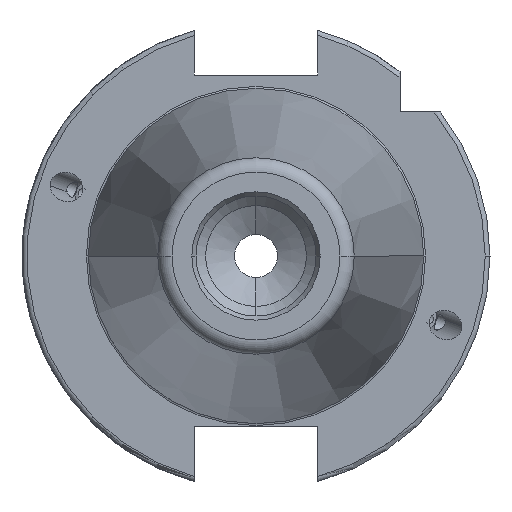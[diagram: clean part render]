
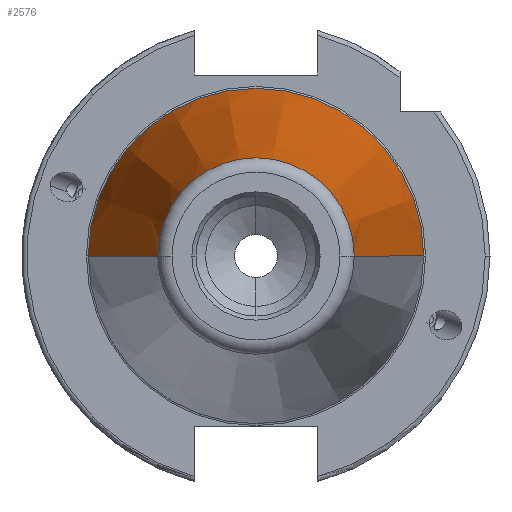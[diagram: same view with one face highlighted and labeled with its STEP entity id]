
A CAD part, left-side view. The second image highlights one B-rep face of the part: STEP entity #2576.
In plain terms, the highlighted conical face has half-angle 8.297 degrees and reference radius 34.925 mm.
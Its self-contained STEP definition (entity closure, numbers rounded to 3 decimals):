
#378 = AXIS2_PLACEMENT_3D ( 'NONE', #581, #3349, #988 ) ;
#436 = VERTEX_POINT ( 'NONE', #3289 ) ;
#581 = CARTESIAN_POINT ( 'NONE',  ( -102.383, 0., 0. ) ) ;
#610 = CARTESIAN_POINT ( 'NONE',  ( -3.2, 0., 0. ) ) ;
#809 = ORIENTED_EDGE ( 'NONE', *, *, #1960, .T. ) ;
#988 = DIRECTION ( 'NONE',  ( 0., -1., 0. ) ) ;
#1055 = CARTESIAN_POINT ( 'NONE',  ( -3.2, 34.925, 0. ) ) ;
#1202 = CIRCLE ( 'NONE', #2513, 34.925 ) ;
#1338 = FACE_OUTER_BOUND ( 'NONE', #3493, .T. ) ;
#1529 = ORIENTED_EDGE ( 'NONE', *, *, #4174, .F. ) ;
#1734 = CARTESIAN_POINT ( 'NONE',  ( -102.383, -20.461, 0. ) ) ;
#1758 = DIRECTION ( 'NONE',  ( 0.99, 0.144, 0. ) ) ;
#1884 = CONICAL_SURFACE ( 'NONE', #3282, 34.925, 0.145 ) ;
#1960 = EDGE_CURVE ( 'NONE', #3338, #2650, #1202, .T. ) ;
#2119 = CARTESIAN_POINT ( 'NONE',  ( -3.2, 34.925, 0. ) ) ;
#2148 = CARTESIAN_POINT ( 'NONE',  ( -3.2, -34.925, 0. ) ) ;
#2165 = EDGE_CURVE ( 'NONE', #436, #2650, #4139, .T. ) ;
#2208 = CARTESIAN_POINT ( 'NONE',  ( -3.2, 0., 0. ) ) ;
#2404 = CIRCLE ( 'NONE', #378, 20.461 ) ;
#2513 = AXIS2_PLACEMENT_3D ( 'NONE', #2208, #4937, #2601 ) ;
#2576 = ADVANCED_FACE ( 'NONE', ( #1338 ), #1884, .T. ) ;
#2585 = DIRECTION ( 'NONE',  ( 0., 1., 0. ) ) ;
#2601 = DIRECTION ( 'NONE',  ( 0., -1., 0. ) ) ;
#2650 = VERTEX_POINT ( 'NONE', #1055 ) ;
#3060 = EDGE_CURVE ( 'NONE', #4624, #3338, #3638, .T. ) ;
#3079 = ORIENTED_EDGE ( 'NONE', *, *, #3060, .T. ) ;
#3123 = VECTOR ( 'NONE', #1758, 1000. ) ;
#3282 = AXIS2_PLACEMENT_3D ( 'NONE', #610, #3357, #2585 ) ;
#3289 = CARTESIAN_POINT ( 'NONE',  ( -102.383, 20.461, 0. ) ) ;
#3303 = ORIENTED_EDGE ( 'NONE', *, *, #2165, .F. ) ;
#3338 = VERTEX_POINT ( 'NONE', #4291 ) ;
#3349 = DIRECTION ( 'NONE',  ( -1., 0., 0. ) ) ;
#3357 = DIRECTION ( 'NONE',  ( 1., 0., 0. ) ) ;
#3493 = EDGE_LOOP ( 'NONE', ( #1529, #3079, #809, #3303 ) ) ;
#3638 = LINE ( 'NONE', #2148, #4548 ) ;
#4139 = LINE ( 'NONE', #2119, #3123 ) ;
#4174 = EDGE_CURVE ( 'NONE', #4624, #436, #2404, .T. ) ;
#4291 = CARTESIAN_POINT ( 'NONE',  ( -3.2, -34.925, 0. ) ) ;
#4486 = DIRECTION ( 'NONE',  ( 0.99, -0.144, 0. ) ) ;
#4548 = VECTOR ( 'NONE', #4486, 1000. ) ;
#4624 = VERTEX_POINT ( 'NONE', #1734 ) ;
#4937 = DIRECTION ( 'NONE',  ( -1., 0., 0. ) ) ;
